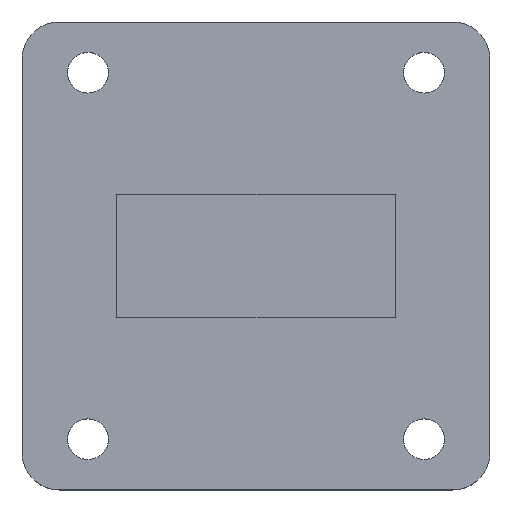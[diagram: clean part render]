
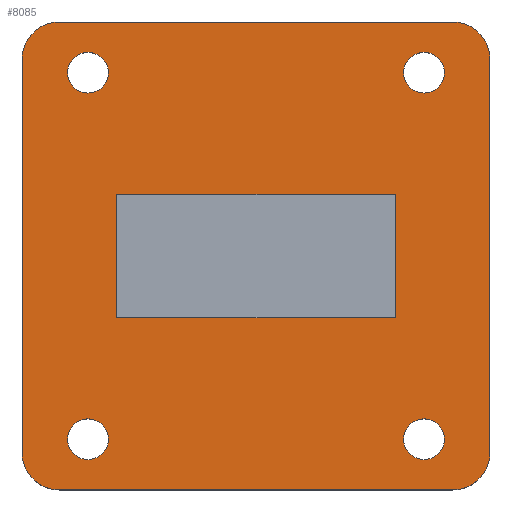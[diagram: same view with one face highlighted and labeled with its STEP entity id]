
A CAD part, top view. The second image highlights one B-rep face of the part: STEP entity #8085.
In plain terms, the highlighted planar face has unit normal (0, 0, 1).
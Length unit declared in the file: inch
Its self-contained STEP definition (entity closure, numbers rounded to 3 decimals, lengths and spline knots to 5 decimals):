
#122 = FACE_BOUND ( 'NONE', #7153, .T. ) ;
#144 = DIRECTION ( 'NONE',  ( 0., 0., 1. ) ) ;
#154 = DIRECTION ( 'NONE',  ( 0., 0., 1. ) ) ;
#306 = VERTEX_POINT ( 'NONE', #1483 ) ;
#337 = DIRECTION ( 'NONE',  ( 1., 0., 0. ) ) ;
#426 = VERTEX_POINT ( 'NONE', #2510 ) ;
#469 = CIRCLE ( 'NONE', #4892, 0.15 ) ;
#489 = AXIS2_PLACEMENT_3D ( 'NONE', #7679, #8350, #2509 ) ;
#504 = CARTESIAN_POINT ( 'NONE',  ( 0.75798, -0.73701, 0. ) ) ;
#603 = VERTEX_POINT ( 'NONE', #3274 ) ;
#702 = VECTOR ( 'NONE', #7546, 39.37008 ) ;
#866 = CARTESIAN_POINT ( 'NONE',  ( -0.561, -0.2485, 0. ) ) ;
#1037 = VERTEX_POINT ( 'NONE', #3476 ) ;
#1051 = CARTESIAN_POINT ( 'NONE',  ( -0.94094, 0.94094, 0. ) ) ;
#1074 = ORIENTED_EDGE ( 'NONE', *, *, #6253, .F. ) ;
#1104 = CARTESIAN_POINT ( 'NONE',  ( 0.94094, -0.94094, 0. ) ) ;
#1125 = DIRECTION ( 'NONE',  ( 0., 0., 1. ) ) ;
#1158 = ORIENTED_EDGE ( 'NONE', *, *, #7625, .F. ) ;
#1169 = CARTESIAN_POINT ( 'NONE',  ( 0.75798, 0.73701, 0. ) ) ;
#1217 = AXIS2_PLACEMENT_3D ( 'NONE', #3108, #5785, #3764 ) ;
#1270 = EDGE_CURVE ( 'NONE', #1037, #2108, #2391, .T. ) ;
#1291 = CIRCLE ( 'NONE', #2275, 0.15 ) ;
#1338 = EDGE_CURVE ( 'NONE', #7108, #306, #2588, .T. ) ;
#1366 = FACE_BOUND ( 'NONE', #2262, .T. ) ;
#1388 = AXIS2_PLACEMENT_3D ( 'NONE', #4739, #3453, #8121 ) ;
#1465 = VERTEX_POINT ( 'NONE', #504 ) ;
#1483 = CARTESIAN_POINT ( 'NONE',  ( -0.79094, -0.94094, 0. ) ) ;
#1494 = EDGE_LOOP ( 'NONE', ( #1074 ) ) ;
#1566 = DIRECTION ( 'NONE',  ( 1., 0., 0. ) ) ;
#1578 = CARTESIAN_POINT ( 'NONE',  ( 0.67598, -0.73701, 0. ) ) ;
#1595 = FACE_BOUND ( 'NONE', #5110, .T. ) ;
#1616 = DIRECTION ( 'NONE',  ( 0., 1., 0. ) ) ;
#1689 = VERTEX_POINT ( 'NONE', #2521 ) ;
#1747 = LINE ( 'NONE', #6206, #4831 ) ;
#1841 = EDGE_CURVE ( 'NONE', #2108, #4555, #1747, .T. ) ;
#1864 = VERTEX_POINT ( 'NONE', #8248 ) ;
#1874 = ORIENTED_EDGE ( 'NONE', *, *, #1841, .F. ) ;
#1951 = DIRECTION ( 'NONE',  ( -1., 0., 0. ) ) ;
#2108 = VERTEX_POINT ( 'NONE', #2434 ) ;
#2208 = ORIENTED_EDGE ( 'NONE', *, *, #7826, .T. ) ;
#2262 = EDGE_LOOP ( 'NONE', ( #1158, #8319, #1874, #5154 ) ) ;
#2275 = AXIS2_PLACEMENT_3D ( 'NONE', #8428, #1125, #4404 ) ;
#2331 = VECTOR ( 'NONE', #5680, 39.37008 ) ;
#2391 = LINE ( 'NONE', #866, #702 ) ;
#2434 = CARTESIAN_POINT ( 'NONE',  ( -0.561, -0.2485, 0. ) ) ;
#2453 = PLANE ( 'NONE',  #1217 ) ;
#2509 = DIRECTION ( 'NONE',  ( 1., 0., 0. ) ) ;
#2510 = CARTESIAN_POINT ( 'NONE',  ( 0.79094, 0.94094, 0. ) ) ;
#2513 = VERTEX_POINT ( 'NONE', #5800 ) ;
#2521 = CARTESIAN_POINT ( 'NONE',  ( -0.59398, -0.73701, 0. ) ) ;
#2540 = VERTEX_POINT ( 'NONE', #3152 ) ;
#2565 = VECTOR ( 'NONE', #5129, 39.37008 ) ;
#2588 = CIRCLE ( 'NONE', #4814, 0.15 ) ;
#2731 = FACE_OUTER_BOUND ( 'NONE', #6542, .T. ) ;
#2782 = ORIENTED_EDGE ( 'NONE', *, *, #8508, .T. ) ;
#2805 = CARTESIAN_POINT ( 'NONE',  ( 0.79094, -0.79094, 0. ) ) ;
#2844 = LINE ( 'NONE', #6869, #6792 ) ;
#2887 = DIRECTION ( 'NONE',  ( -1., 0., 0. ) ) ;
#2953 = LINE ( 'NONE', #1051, #2331 ) ;
#2996 = ORIENTED_EDGE ( 'NONE', *, *, #3682, .T. ) ;
#3108 = CARTESIAN_POINT ( 'NONE',  ( 0., 0., 0. ) ) ;
#3152 = CARTESIAN_POINT ( 'NONE',  ( 0.94094, -0.79094, 0. ) ) ;
#3274 = CARTESIAN_POINT ( 'NONE',  ( 0.79094, -0.94094, 0. ) ) ;
#3351 = VECTOR ( 'NONE', #5004, 39.37008 ) ;
#3453 = DIRECTION ( 'NONE',  ( 0., 0., 1. ) ) ;
#3460 = CIRCLE ( 'NONE', #4866, 0.082 ) ;
#3476 = CARTESIAN_POINT ( 'NONE',  ( -0.561, 0.2485, 0. ) ) ;
#3520 = DIRECTION ( 'NONE',  ( -1., 0., 0. ) ) ;
#3644 = VECTOR ( 'NONE', #1616, 39.37008 ) ;
#3682 = EDGE_CURVE ( 'NONE', #603, #2540, #469, .T. ) ;
#3764 = DIRECTION ( 'NONE',  ( -1., 0., 0. ) ) ;
#4036 = CIRCLE ( 'NONE', #5099, 0.082 ) ;
#4055 = EDGE_CURVE ( 'NONE', #2540, #6546, #4387, .T. ) ;
#4078 = EDGE_CURVE ( 'NONE', #1864, #7943, #5335, .T. ) ;
#4249 = DIRECTION ( 'NONE',  ( 1., 0., 0. ) ) ;
#4265 = CARTESIAN_POINT ( 'NONE',  ( -0.94094, -0.94094, 0. ) ) ;
#4387 = LINE ( 'NONE', #1104, #2565 ) ;
#4404 = DIRECTION ( 'NONE',  ( -1., 0., 0. ) ) ;
#4461 = FACE_BOUND ( 'NONE', #7599, .T. ) ;
#4555 = VERTEX_POINT ( 'NONE', #5693 ) ;
#4642 = EDGE_CURVE ( 'NONE', #5298, #5298, #6815, .T. ) ;
#4667 = LINE ( 'NONE', #5579, #3644 ) ;
#4673 = EDGE_CURVE ( 'NONE', #6546, #426, #1291, .T. ) ;
#4739 = CARTESIAN_POINT ( 'NONE',  ( -0.67598, 0.73701, 0. ) ) ;
#4814 = AXIS2_PLACEMENT_3D ( 'NONE', #5564, #154, #3520 ) ;
#4831 = VECTOR ( 'NONE', #4895, 39.37008 ) ;
#4866 = AXIS2_PLACEMENT_3D ( 'NONE', #1578, #7677, #337 ) ;
#4892 = AXIS2_PLACEMENT_3D ( 'NONE', #2805, #144, #8095 ) ;
#4895 = DIRECTION ( 'NONE',  ( 1., 0., 0. ) ) ;
#4982 = CARTESIAN_POINT ( 'NONE',  ( -0.94094, -0.79094, 0. ) ) ;
#5004 = DIRECTION ( 'NONE',  ( 0., -1., 0. ) ) ;
#5099 = AXIS2_PLACEMENT_3D ( 'NONE', #6268, #6881, #4249 ) ;
#5110 = EDGE_LOOP ( 'NONE', ( #7700 ) ) ;
#5129 = DIRECTION ( 'NONE',  ( 0., 1., 0. ) ) ;
#5154 = ORIENTED_EDGE ( 'NONE', *, *, #1270, .F. ) ;
#5290 = AXIS2_PLACEMENT_3D ( 'NONE', #7914, #5932, #1951 ) ;
#5298 = VERTEX_POINT ( 'NONE', #1169 ) ;
#5306 = LINE ( 'NONE', #4265, #3351 ) ;
#5335 = CIRCLE ( 'NONE', #5290, 0.15 ) ;
#5552 = ORIENTED_EDGE ( 'NONE', *, *, #7083, .T. ) ;
#5564 = CARTESIAN_POINT ( 'NONE',  ( -0.79094, -0.79094, 0. ) ) ;
#5579 = CARTESIAN_POINT ( 'NONE',  ( 0.561, -0.2485, 0. ) ) ;
#5680 = DIRECTION ( 'NONE',  ( -1., 0., 0. ) ) ;
#5693 = CARTESIAN_POINT ( 'NONE',  ( 0.561, -0.2485, 0. ) ) ;
#5785 = DIRECTION ( 'NONE',  ( 0., 0., -1. ) ) ;
#5800 = CARTESIAN_POINT ( 'NONE',  ( 0.561, 0.2485, 0. ) ) ;
#5821 = CARTESIAN_POINT ( 'NONE',  ( -0.59398, 0.73701, 0. ) ) ;
#5848 = ORIENTED_EDGE ( 'NONE', *, *, #4055, .T. ) ;
#5932 = DIRECTION ( 'NONE',  ( 0., 0., 1. ) ) ;
#6206 = CARTESIAN_POINT ( 'NONE',  ( 0.561, -0.2485, 0. ) ) ;
#6253 = EDGE_CURVE ( 'NONE', #1465, #1465, #3460, .T. ) ;
#6268 = CARTESIAN_POINT ( 'NONE',  ( -0.67598, -0.73701, 0. ) ) ;
#6310 = CARTESIAN_POINT ( 'NONE',  ( -0.94094, 0.79094, 0. ) ) ;
#6510 = CARTESIAN_POINT ( 'NONE',  ( 0.94094, 0.79094, 0. ) ) ;
#6542 = EDGE_LOOP ( 'NONE', ( #2782, #2996, #5848, #7293, #5552, #7044, #2208, #7306 ) ) ;
#6546 = VERTEX_POINT ( 'NONE', #6510 ) ;
#6670 = ORIENTED_EDGE ( 'NONE', *, *, #4642, .F. ) ;
#6671 = VECTOR ( 'NONE', #1566, 39.37008 ) ;
#6792 = VECTOR ( 'NONE', #2887, 39.37008 ) ;
#6815 = CIRCLE ( 'NONE', #489, 0.082 ) ;
#6869 = CARTESIAN_POINT ( 'NONE',  ( 0.561, 0.2485, 0. ) ) ;
#6881 = DIRECTION ( 'NONE',  ( 0., 0., 1. ) ) ;
#7044 = ORIENTED_EDGE ( 'NONE', *, *, #4078, .T. ) ;
#7083 = EDGE_CURVE ( 'NONE', #426, #1864, #2953, .T. ) ;
#7108 = VERTEX_POINT ( 'NONE', #4982 ) ;
#7153 = EDGE_LOOP ( 'NONE', ( #6670 ) ) ;
#7205 = FACE_BOUND ( 'NONE', #1494, .T. ) ;
#7293 = ORIENTED_EDGE ( 'NONE', *, *, #4673, .T. ) ;
#7306 = ORIENTED_EDGE ( 'NONE', *, *, #1338, .T. ) ;
#7468 = ORIENTED_EDGE ( 'NONE', *, *, #8168, .F. ) ;
#7546 = DIRECTION ( 'NONE',  ( 0., -1., 0. ) ) ;
#7599 = EDGE_LOOP ( 'NONE', ( #7468 ) ) ;
#7611 = LINE ( 'NONE', #8311, #6671 ) ;
#7625 = EDGE_CURVE ( 'NONE', #2513, #1037, #2844, .T. ) ;
#7677 = DIRECTION ( 'NONE',  ( 0., 0., 1. ) ) ;
#7679 = CARTESIAN_POINT ( 'NONE',  ( 0.67598, 0.73701, 0. ) ) ;
#7700 = ORIENTED_EDGE ( 'NONE', *, *, #8398, .F. ) ;
#7826 = EDGE_CURVE ( 'NONE', #7943, #7108, #5306, .T. ) ;
#7833 = CIRCLE ( 'NONE', #1388, 0.082 ) ;
#7879 = EDGE_CURVE ( 'NONE', #4555, #2513, #4667, .T. ) ;
#7914 = CARTESIAN_POINT ( 'NONE',  ( -0.79094, 0.79094, 0. ) ) ;
#7943 = VERTEX_POINT ( 'NONE', #6310 ) ;
#8085 = ADVANCED_FACE ( 'NONE', ( #1366, #2731, #4461, #122, #7205, #1595 ), #2453, .F. ) ;
#8095 = DIRECTION ( 'NONE',  ( -1., 0., 0. ) ) ;
#8121 = DIRECTION ( 'NONE',  ( 1., 0., 0. ) ) ;
#8168 = EDGE_CURVE ( 'NONE', #8235, #8235, #7833, .T. ) ;
#8235 = VERTEX_POINT ( 'NONE', #5821 ) ;
#8248 = CARTESIAN_POINT ( 'NONE',  ( -0.79094, 0.94094, 0. ) ) ;
#8311 = CARTESIAN_POINT ( 'NONE',  ( -0.94094, -0.94094, 0. ) ) ;
#8319 = ORIENTED_EDGE ( 'NONE', *, *, #7879, .F. ) ;
#8350 = DIRECTION ( 'NONE',  ( 0., 0., 1. ) ) ;
#8398 = EDGE_CURVE ( 'NONE', #1689, #1689, #4036, .T. ) ;
#8428 = CARTESIAN_POINT ( 'NONE',  ( 0.79094, 0.79094, 0. ) ) ;
#8508 = EDGE_CURVE ( 'NONE', #306, #603, #7611, .T. ) ;
